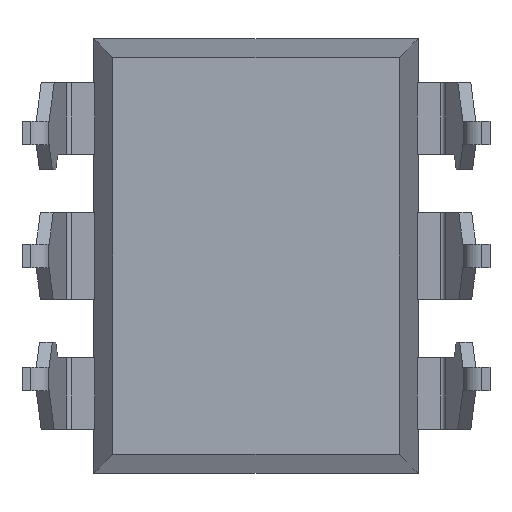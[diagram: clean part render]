
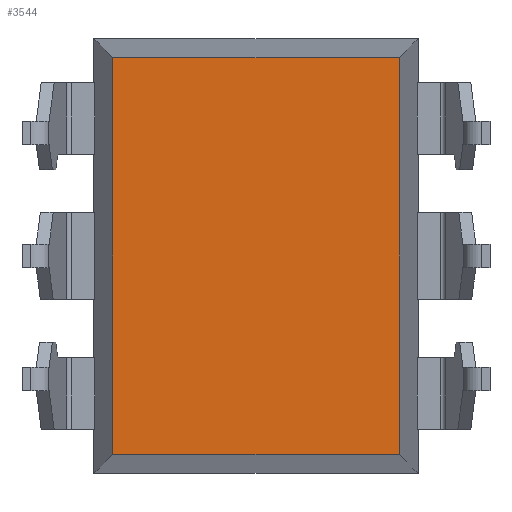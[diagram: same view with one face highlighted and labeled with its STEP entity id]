
A CAD part, front view. The second image highlights one B-rep face of the part: STEP entity #3544.
In plain terms, the highlighted planar face has unit normal (0, -1, 0).
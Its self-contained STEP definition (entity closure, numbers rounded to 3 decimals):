
#3436=VERTEX_POINT('NONE',#3437);
#3437=CARTESIAN_POINT('',(2.805,0.38,3.885));
#3443=EDGE_CURVE('NONE',#3436,#3444,#3446,.F.);
#3444=VERTEX_POINT('NONE',#3445);
#3445=CARTESIAN_POINT('',(2.805,0.38,-3.885));
#3446=LINE('',#3447,#3448);
#3447=CARTESIAN_POINT('',(2.805,0.38,4.255));
#3448=VECTOR('',#3449,1.0);
#3449=DIRECTION('',(0.0,0.0,1.0));
#3484=EDGE_CURVE('NONE',#3444,#3485,#3487,.F.);
#3485=VERTEX_POINT('NONE',#3486);
#3486=CARTESIAN_POINT('',(-2.805,0.38,-3.885));
#3487=LINE('',#3488,#3489);
#3488=CARTESIAN_POINT('',(3.175,0.38,-3.885));
#3489=VECTOR('',#3490,1.0);
#3490=DIRECTION('',(1.0,0.0,0.0));
#3508=VERTEX_POINT('NONE',#3509);
#3509=CARTESIAN_POINT('',(-2.805,0.38,3.885));
#3515=EDGE_CURVE('NONE',#3508,#3436,#3516,.F.);
#3516=LINE('',#3517,#3518);
#3517=CARTESIAN_POINT('',(-3.175,0.38,3.885));
#3518=VECTOR('',#3519,1.0);
#3519=DIRECTION('',(-1.0,0.0,0.0));
#3534=EDGE_CURVE('NONE',#3485,#3508,#3535,.F.);
#3535=LINE('',#3536,#3537);
#3536=CARTESIAN_POINT('',(-2.805,0.38,-4.255));
#3537=VECTOR('',#3538,1.0);
#3538=DIRECTION('',(0.0,0.0,-1.0));
#3544=ADVANCED_FACE('NONE',(#3545),#3551,.T.);
#3545=FACE_BOUND('NONE',#3546,.T.);
#3546=EDGE_LOOP('',(#3547,#3548,#3549,#3550));
#3547=ORIENTED_EDGE('',*,*,#3534,.F.);
#3548=ORIENTED_EDGE('',*,*,#3484,.F.);
#3549=ORIENTED_EDGE('',*,*,#3443,.F.);
#3550=ORIENTED_EDGE('',*,*,#3515,.F.);
#3551=PLANE('',#3552);
#3552=AXIS2_PLACEMENT_3D('',#3553,#3554,#3555);
#3553=CARTESIAN_POINT('',(0.0,0.38,0.0));
#3554=DIRECTION('',(0.0,-1.0,0.0));
#3555=DIRECTION('',(0.0,0.0,-1.0));
